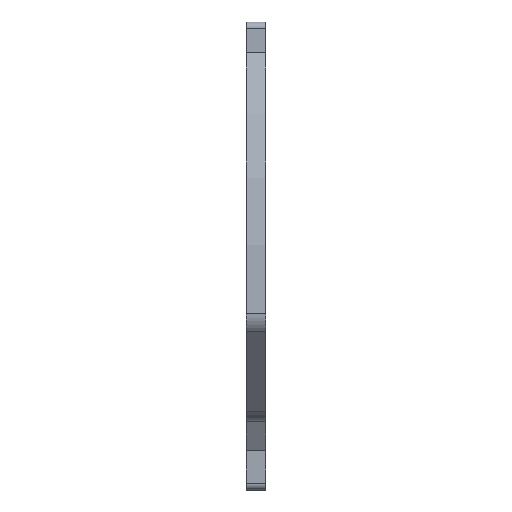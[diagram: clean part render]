
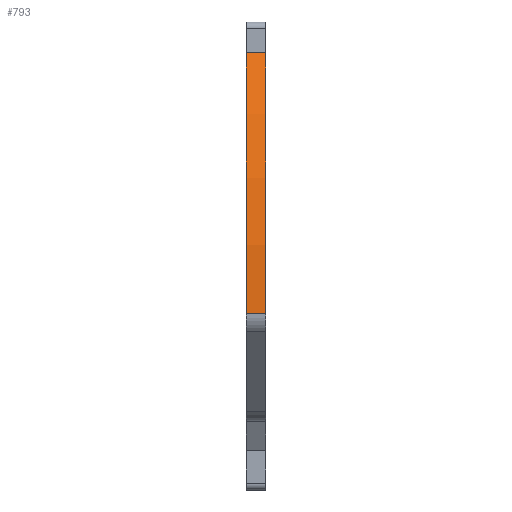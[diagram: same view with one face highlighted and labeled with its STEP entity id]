
A CAD part, left-side view. The second image highlights one B-rep face of the part: STEP entity #793.
In plain terms, the highlighted cylindrical face has radius 37.623 mm (diameter 75.246 mm), a partial arc.
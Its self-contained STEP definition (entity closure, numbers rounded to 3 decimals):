
#56=FACE_OUTER_BOUND('',#99,.T.);
#99=EDGE_LOOP('',(#637,#638,#639,#640));
#167=LINE('',#1217,#264);
#197=LINE('',#1293,#294);
#264=VECTOR('',#970,10.);
#294=VECTOR('',#1022,10.);
#337=CIRCLE('',#854,37.623);
#340=CIRCLE('',#860,37.623);
#380=VERTEX_POINT('',#1193);
#381=VERTEX_POINT('',#1195);
#390=VERTEX_POINT('',#1215);
#392=VERTEX_POINT('',#1223);
#460=EDGE_CURVE('',#380,#381,#337,.T.);
#471=EDGE_CURVE('',#381,#390,#167,.T.);
#474=EDGE_CURVE('',#390,#392,#340,.T.);
#509=EDGE_CURVE('',#380,#392,#197,.T.);
#637=ORIENTED_EDGE('',*,*,#471,.F.);
#638=ORIENTED_EDGE('',*,*,#460,.F.);
#639=ORIENTED_EDGE('',*,*,#509,.T.);
#640=ORIENTED_EDGE('',*,*,#474,.F.);
#779=CYLINDRICAL_SURFACE('',#868,37.623);
#793=ADVANCED_FACE('',(#56),#779,.T.);
#854=AXIS2_PLACEMENT_3D('',#1196,#954,#955);
#860=AXIS2_PLACEMENT_3D('',#1224,#977,#978);
#868=AXIS2_PLACEMENT_3D('',#1292,#1020,#1021);
#954=DIRECTION('center_axis',(0.,-1.,0.));
#955=DIRECTION('ref_axis',(-0.852,0.,0.524));
#970=DIRECTION('',(0.,1.,0.));
#977=DIRECTION('center_axis',(0.,1.,0.));
#978=DIRECTION('ref_axis',(-0.852,0.,0.524));
#1020=DIRECTION('center_axis',(0.,1.,0.));
#1021=DIRECTION('ref_axis',(-0.852,0.,0.524));
#1022=DIRECTION('',(0.,1.,0.));
#1193=CARTESIAN_POINT('',(3.107,91.906,35.174));
#1195=CARTESIAN_POINT('',(-2.475,91.906,15.376));
#1196=CARTESIAN_POINT('Origin',(35.148,91.906,15.455));
#1215=CARTESIAN_POINT('',(-2.475,93.406,15.376));
#1217=CARTESIAN_POINT('',(-2.475,91.906,15.376));
#1223=CARTESIAN_POINT('',(3.107,93.406,35.174));
#1224=CARTESIAN_POINT('Origin',(35.148,93.406,15.455));
#1292=CARTESIAN_POINT('Origin',(35.148,91.906,15.455));
#1293=CARTESIAN_POINT('',(3.107,91.906,35.174));
